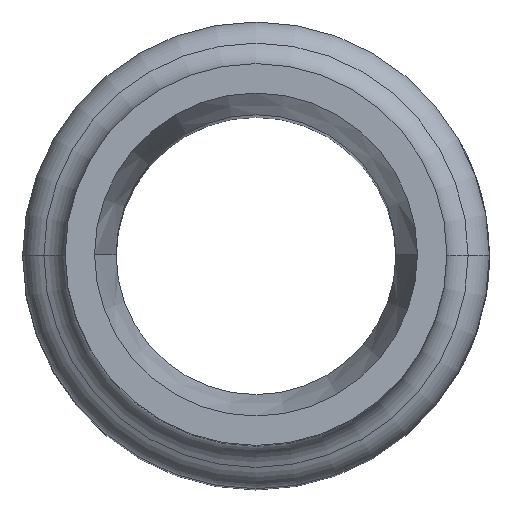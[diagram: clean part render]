
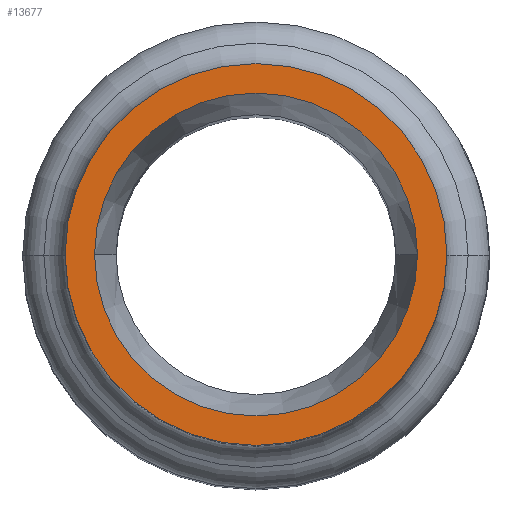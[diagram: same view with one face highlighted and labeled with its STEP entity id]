
A CAD part, top view. The second image highlights one B-rep face of the part: STEP entity #13677.
In plain terms, the highlighted planar face has unit normal (0, 0, 1).
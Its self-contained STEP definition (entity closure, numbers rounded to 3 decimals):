
#128 = EDGE_LOOP ( 'NONE', ( #23089, #12517 ) ) ;
#347 = CARTESIAN_POINT ( 'NONE',  ( 0., 0., 0. ) ) ;
#526 = DIRECTION ( 'NONE',  ( 0., 0., 1. ) ) ;
#2831 = DIRECTION ( 'NONE',  ( 0., 0., 1. ) ) ;
#2931 = DIRECTION ( 'NONE',  ( 1., 0., 0. ) ) ;
#3678 = EDGE_LOOP ( 'NONE', ( #16655, #7045 ) ) ;
#4953 = AXIS2_PLACEMENT_3D ( 'NONE', #8048, #11768, #11901 ) ;
#5099 = EDGE_CURVE ( 'NONE', #13422, #20719, #20614, .T. ) ;
#7029 = CARTESIAN_POINT ( 'NONE',  ( 0., 0., 0. ) ) ;
#7045 = ORIENTED_EDGE ( 'NONE', *, *, #27486, .F. ) ;
#7143 = VERTEX_POINT ( 'NONE', #14973 ) ;
#7776 = CIRCLE ( 'NONE', #22693, 16.85 ) ;
#7975 = CARTESIAN_POINT ( 'NONE',  ( -16.85, 0., 0. ) ) ;
#8048 = CARTESIAN_POINT ( 'NONE',  ( 0., 15.25, 0. ) ) ;
#9259 = DIRECTION ( 'NONE',  ( 1., 0., 0. ) ) ;
#9524 = PLANE ( 'NONE',  #4953 ) ;
#10316 = CIRCLE ( 'NONE', #12119, 14.25 ) ;
#11142 = AXIS2_PLACEMENT_3D ( 'NONE', #347, #17841, #9259 ) ;
#11768 = DIRECTION ( 'NONE',  ( 0., 0., -1. ) ) ;
#11901 = DIRECTION ( 'NONE',  ( -1., 0., 0. ) ) ;
#12119 = AXIS2_PLACEMENT_3D ( 'NONE', #14703, #24632, #12596 ) ;
#12517 = ORIENTED_EDGE ( 'NONE', *, *, #5099, .T. ) ;
#12596 = DIRECTION ( 'NONE',  ( 1., 0., 0. ) ) ;
#13422 = VERTEX_POINT ( 'NONE', #7975 ) ;
#13677 = ADVANCED_FACE ( 'NONE', ( #25228, #16775 ), #9524, .F. ) ;
#13994 = VERTEX_POINT ( 'NONE', #17155 ) ;
#14703 = CARTESIAN_POINT ( 'NONE',  ( 0., 0., 0. ) ) ;
#14973 = CARTESIAN_POINT ( 'NONE',  ( -14.25, 0., 0. ) ) ;
#15946 = CARTESIAN_POINT ( 'NONE',  ( 0., 0., 0. ) ) ;
#16655 = ORIENTED_EDGE ( 'NONE', *, *, #23578, .F. ) ;
#16775 = FACE_OUTER_BOUND ( 'NONE', #128, .T. ) ;
#16900 = EDGE_CURVE ( 'NONE', #20719, #13422, #7776, .T. ) ;
#17155 = CARTESIAN_POINT ( 'NONE',  ( 14.25, 0., 0. ) ) ;
#17841 = DIRECTION ( 'NONE',  ( 0., 0., 1. ) ) ;
#17977 = CIRCLE ( 'NONE', #22023, 14.25 ) ;
#18065 = DIRECTION ( 'NONE',  ( 1., 0., 0. ) ) ;
#20614 = CIRCLE ( 'NONE', #11142, 16.85 ) ;
#20719 = VERTEX_POINT ( 'NONE', #22056 ) ;
#22023 = AXIS2_PLACEMENT_3D ( 'NONE', #7029, #526, #2931 ) ;
#22056 = CARTESIAN_POINT ( 'NONE',  ( 16.85, 0., 0. ) ) ;
#22693 = AXIS2_PLACEMENT_3D ( 'NONE', #15946, #2831, #18065 ) ;
#23089 = ORIENTED_EDGE ( 'NONE', *, *, #16900, .T. ) ;
#23578 = EDGE_CURVE ( 'NONE', #13994, #7143, #17977, .T. ) ;
#24632 = DIRECTION ( 'NONE',  ( 0., 0., 1. ) ) ;
#25228 = FACE_BOUND ( 'NONE', #3678, .T. ) ;
#27486 = EDGE_CURVE ( 'NONE', #7143, #13994, #10316, .T. ) ;
